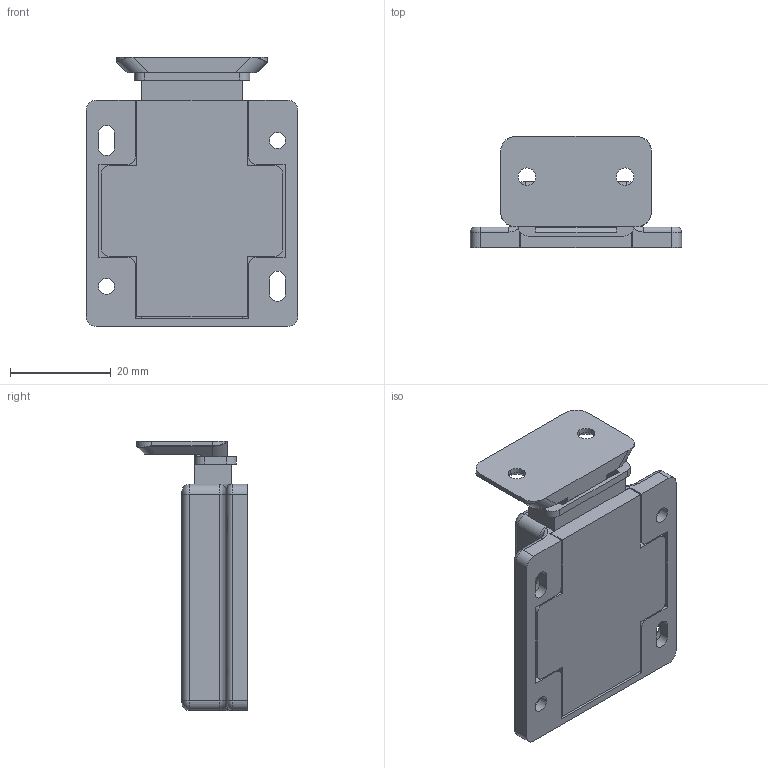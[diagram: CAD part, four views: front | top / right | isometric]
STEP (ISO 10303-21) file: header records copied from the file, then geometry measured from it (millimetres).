
FILE_DESCRIPTION (( 'STEP AP214' ), '1' );
FILE_NAME ('TL_150_1.STEP', '2015-05-22T00:37:38', ( '' ), ( '' ), 'SwSTEP 2.0', 'SolidWorks 2015', '' );
FILE_SCHEMA (( 'AUTOMOTIVE_DESIGN' ));
Length unit declared in the file: millimetre
Products named in the file (6): TL_150_1; n_keeper; n_holder; housing_B; arm; housing_A
Assembly tree (5 placements, depth 2):
  TL_150_1
    housing_A
    arm
    housing_B
    n_holder
    n_keeper
Bounding box: 42 x 22 x 53.5 mm (x, y, z)
Volume: 13242.7 mm3; surface area: 13023.8 mm2
Topology: 5 solids, 5 shells, 217 faces, 569 edges, 354 vertices
Faces by surface type: plane 99, cylinder 82, bspline 20, torus 12, cone 4
Entity records: 7553 total; most frequent: CARTESIAN_POINT 2104, ORIENTED_EDGE 1122, DIRECTION 1069, EDGE_CURVE 561, AXIS2_PLACEMENT_3D 367, VERTEX_POINT 354, LINE 335, VECTOR 335
